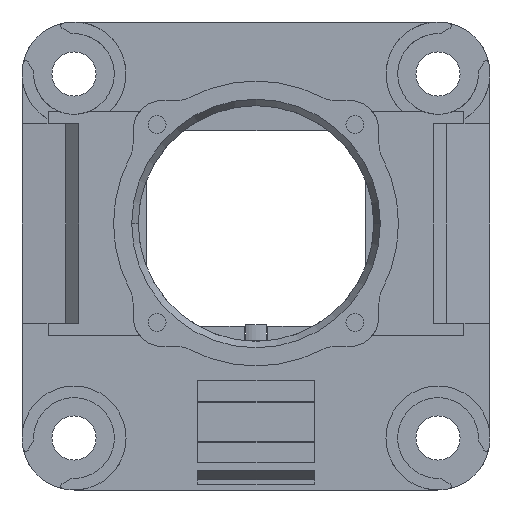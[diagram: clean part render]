
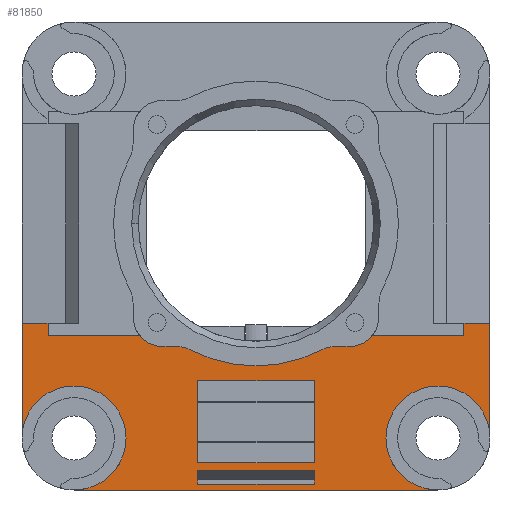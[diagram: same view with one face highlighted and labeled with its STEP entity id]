
A CAD part, front view. The second image highlights one B-rep face of the part: STEP entity #81850.
In plain terms, the highlighted face is planar.
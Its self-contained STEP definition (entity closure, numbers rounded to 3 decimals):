
#30920=CARTESIAN_POINT('',(-7.16,-7.085,16.97));
#30930=DIRECTION('',(0.,0.,1.));
#30940=DIRECTION('',(1.,0.,0.));
#30950=AXIS2_PLACEMENT_3D('',#30920,#30930,#30940);
#30960=CIRCLE('',#30950,2.3);
#30970=CARTESIAN_POINT('',(-8.953,-8.525,16.97));
#30980=VERTEX_POINT('',#30970);
#30990=CARTESIAN_POINT('',(-7.16,-9.385,16.97));
#31000=VERTEX_POINT('',#30990);
#31010=EDGE_CURVE('',#30980,#31000,#30960,.T.);
#31470=CARTESIAN_POINT('',(-14.,-20.425,16.97));
#31480=VERTEX_POINT('',#31470);
#31510=CARTESIAN_POINT('',(0.,-20.425,16.97));
#31520=DIRECTION('',(1.,0.,0.));
#31530=VECTOR('',#31520,1.);
#31540=LINE('',#31510,#31530);
#31550=CARTESIAN_POINT('',(14.,-20.425,16.97));
#31560=VERTEX_POINT('',#31550);
#31570=EDGE_CURVE('',#31480,#31560,#31540,.T.);
#31920=CARTESIAN_POINT('',(-10.,-16.425,16.97));
#31930=VERTEX_POINT('',#31920);
#32110=CARTESIAN_POINT('',(-18.,-16.425,16.97));
#32120=VERTEX_POINT('',#32110);
#32150=CARTESIAN_POINT('',(-14.,-16.425,16.97));
#32160=DIRECTION('',(0.,0.,1.));
#32170=DIRECTION('',(1.,0.,0.));
#32180=AXIS2_PLACEMENT_3D('',#32150,#32160,#32170);
#32190=CIRCLE('',#32180,4.);
#32200=EDGE_CURVE('',#31930,#32120,#32190,.T.);
#34680=CARTESIAN_POINT('',(-16.,-7.6,16.97));
#34690=VERTEX_POINT('',#34680);
#34720=CARTESIAN_POINT('',(0.,-7.6,16.97));
#34730=DIRECTION('',(1.,0.,0.));
#34740=VECTOR('',#34730,1.);
#34750=LINE('',#34720,#34740);
#34760=CARTESIAN_POINT('',(-18.,-7.6,16.97));
#34770=VERTEX_POINT('',#34760);
#34780=EDGE_CURVE('',#34770,#34690,#34750,.T.);
#35300=CARTESIAN_POINT('',(-16.,-8.525,16.97));
#35310=VERTEX_POINT('',#35300);
#35340=CARTESIAN_POINT('',(-16.,0.,16.97));
#35350=DIRECTION('',(0.,-1.,0.));
#35360=VECTOR('',#35350,1.);
#35370=LINE('',#35340,#35360);
#35380=EDGE_CURVE('',#34690,#35310,#35370,.T.);
#35580=CARTESIAN_POINT('',(-6.088,-8.525,16.97));
#35590=DIRECTION('',(1.,0.,0.));
#35600=VECTOR('',#35590,1.);
#35610=LINE('',#35580,#35600);
#35620=EDGE_CURVE('',#35310,#30980,#35610,.T.);
#36240=CARTESIAN_POINT('',(-18.,0.,16.97));
#36250=DIRECTION('',(0.,1.,0.));
#36260=VECTOR('',#36250,1.);
#36270=LINE('',#36240,#36260);
#36280=EDGE_CURVE('',#32120,#34770,#36270,.T.);
#41280=CARTESIAN_POINT('',(18.,-16.425,16.97));
#41290=VERTEX_POINT('',#41280);
#41320=CARTESIAN_POINT('',(18.,0.,16.97));
#41330=DIRECTION('',(0.,-1.,0.));
#41340=VECTOR('',#41330,1.);
#41350=LINE('',#41320,#41340);
#41360=CARTESIAN_POINT('',(18.,-7.6,16.97));
#41370=VERTEX_POINT('',#41360);
#41380=EDGE_CURVE('',#41370,#41290,#41350,.T.);
#42260=CARTESIAN_POINT('',(0.,-7.6,16.97));
#42270=DIRECTION('',(1.,0.,0.));
#42280=VECTOR('',#42270,1.);
#42290=LINE('',#42260,#42280);
#42300=CARTESIAN_POINT('',(16.,-7.6,16.97));
#42310=VERTEX_POINT('',#42300);
#42320=EDGE_CURVE('',#42310,#41370,#42290,.T.);
#77270=CARTESIAN_POINT('',(14.,-16.425,16.97));
#77280=DIRECTION('',(0.,0.,-1.));
#77290=DIRECTION('',(-1.,0.,0.));
#77300=AXIS2_PLACEMENT_3D('',#77270,#77280,#77290);
#77310=CIRCLE('',#77300,4.);
#80050=CARTESIAN_POINT('',(10.,-16.425,16.97));
#80060=VERTEX_POINT('',#80050);
#80070=EDGE_CURVE('',#31560,#80060,#77310,.T.);
#80300=CARTESIAN_POINT('',(11.638,14.117,16.97));
#80310=DIRECTION('',(0.,0.,1.));
#80320=DIRECTION('',(-1.,0.,0.));
#80330=AXIS2_PLACEMENT_3D('',#80300,#80310,#80320);
#80340=PLANE('',#80330);
#80350=CARTESIAN_POINT('',(0.,-19.975,16.97));
#80360=DIRECTION('',(-1.,0.,0.));
#80370=VECTOR('',#80360,1.);
#80380=LINE('',#80350,#80370);
#80390=CARTESIAN_POINT('',(4.5,-19.975,16.97));
#80400=VERTEX_POINT('',#80390);
#80410=CARTESIAN_POINT('',(-4.5,-19.975,16.97));
#80420=VERTEX_POINT('',#80410);
#80430=EDGE_CURVE('',#80400,#80420,#80380,.T.);
#80440=ORIENTED_EDGE('',*,*,#80430,.T.);
#80450=CARTESIAN_POINT('',(4.5,0.,16.97));
#80460=DIRECTION('',(0.,1.,0.));
#80470=VECTOR('',#80460,1.);
#80480=LINE('',#80450,#80470);
#80490=CARTESIAN_POINT('',(4.5,-18.925,16.97));
#80500=VERTEX_POINT('',#80490);
#80510=EDGE_CURVE('',#80400,#80500,#80480,.T.);
#80520=ORIENTED_EDGE('',*,*,#80510,.F.);
#80530=CARTESIAN_POINT('',(0.,-18.925,16.97));
#80540=DIRECTION('',(-1.,0.,0.));
#80550=VECTOR('',#80540,1.);
#80560=LINE('',#80530,#80550);
#80570=CARTESIAN_POINT('',(-4.5,-18.925,16.97));
#80580=VERTEX_POINT('',#80570);
#80590=EDGE_CURVE('',#80500,#80580,#80560,.T.);
#80600=ORIENTED_EDGE('',*,*,#80590,.F.);
#80610=CARTESIAN_POINT('',(-4.5,0.,16.97));
#80620=DIRECTION('',(0.,1.,0.));
#80630=VECTOR('',#80620,1.);
#80640=LINE('',#80610,#80630);
#80650=EDGE_CURVE('',#80420,#80580,#80640,.T.);
#80660=ORIENTED_EDGE('',*,*,#80650,.T.);
#80670=EDGE_LOOP('',(#80660,#80600,#80520,#80440));
#80680=FACE_BOUND('',#80670,.T.);
#80690=CARTESIAN_POINT('',(4.5,0.,16.97));
#80700=DIRECTION('',(0.,-1.,0.));
#80710=VECTOR('',#80700,1.);
#80720=LINE('',#80690,#80710);
#80730=CARTESIAN_POINT('',(4.5,-12.012,16.97));
#80740=VERTEX_POINT('',#80730);
#80750=CARTESIAN_POINT('',(4.5,-18.337,16.97));
#80760=VERTEX_POINT('',#80750);
#80770=EDGE_CURVE('',#80740,#80760,#80720,.T.);
#80780=ORIENTED_EDGE('',*,*,#80770,.T.);
#80790=CARTESIAN_POINT('',(0.,-12.012,16.97));
#80800=DIRECTION('',(1.,0.,0.));
#80810=VECTOR('',#80800,1.);
#80820=LINE('',#80790,#80810);
#80830=CARTESIAN_POINT('',(-4.5,-12.012,16.97));
#80840=VERTEX_POINT('',#80830);
#80850=EDGE_CURVE('',#80840,#80740,#80820,.T.);
#80860=ORIENTED_EDGE('',*,*,#80850,.T.);
#80870=CARTESIAN_POINT('',(-4.5,0.,16.97));
#80880=DIRECTION('',(0.,1.,0.));
#80890=VECTOR('',#80880,1.);
#80900=LINE('',#80870,#80890);
#80910=CARTESIAN_POINT('',(-4.5,-18.337,16.97));
#80920=VERTEX_POINT('',#80910);
#80930=EDGE_CURVE('',#80920,#80840,#80900,.T.);
#80940=ORIENTED_EDGE('',*,*,#80930,.T.);
#80950=CARTESIAN_POINT('',(0.,-18.337,16.97));
#80960=DIRECTION('',(-1.,0.,0.));
#80970=VECTOR('',#80960,1.);
#80980=LINE('',#80950,#80970);
#80990=EDGE_CURVE('',#80760,#80920,#80980,.T.);
#81000=ORIENTED_EDGE('',*,*,#80990,.T.);
#81010=EDGE_LOOP('',(#81000,#80940,#80860,#80780));
#81020=FACE_BOUND('',#81010,.T.);
#81030=EDGE_CURVE('',#31480,#31930,#32190,.T.);
#81040=ORIENTED_EDGE('',*,*,#81030,.F.);
#81050=ORIENTED_EDGE('',*,*,#32200,.F.);
#81060=ORIENTED_EDGE('',*,*,#36280,.F.);
#81070=ORIENTED_EDGE('',*,*,#34780,.F.);
#81080=ORIENTED_EDGE('',*,*,#35380,.F.);
#81090=ORIENTED_EDGE('',*,*,#35620,.F.);
#81100=ORIENTED_EDGE('',*,*,#31010,.F.);
#81110=CARTESIAN_POINT('',(-6.088,-9.385,16.97));
#81120=DIRECTION('',(1.,0.,0.));
#81130=VECTOR('',#81120,1.);
#81140=LINE('',#81110,#81130);
#81150=CARTESIAN_POINT('',(-6.126,-9.385,16.97));
#81160=VERTEX_POINT('',#81150);
#81170=EDGE_CURVE('',#31000,#81160,#81140,.T.);
#81180=ORIENTED_EDGE('',*,*,#81170,.F.);
#81190=CARTESIAN_POINT('',(-6.126,-11.685,16.97));
#81200=DIRECTION('',(0.,0.,-1.));
#81210=DIRECTION('',(-1.,0.,0.));
#81220=AXIS2_PLACEMENT_3D('',#81190,#81200,#81210);
#81230=CIRCLE('',#81220,2.3);
#81240=CARTESIAN_POINT('',(-5.064,-9.645,16.97));
#81250=VERTEX_POINT('',#81240);
#81260=EDGE_CURVE('',#81160,#81250,#81230,.T.);
#81270=ORIENTED_EDGE('',*,*,#81260,.F.);
#81280=CARTESIAN_POINT('',(0.,0.075,
16.97));
#81290=DIRECTION('',(0.,0.,1.));
#81300=DIRECTION('',(1.,0.,0.));
#81310=AXIS2_PLACEMENT_3D('',#81280,#81290,#81300);
#81320=CIRCLE('',#81310,10.96);
#81330=CARTESIAN_POINT('',(5.064,-9.645,16.97));
#81340=VERTEX_POINT('',#81330);
#81350=EDGE_CURVE('',#81250,#81340,#81320,.T.);
#81360=ORIENTED_EDGE('',*,*,#81350,.F.);
#81370=CARTESIAN_POINT('',(6.126,-11.685,16.97));
#81380=DIRECTION('',(0.,0.,1.));
#81390=DIRECTION('',(1.,0.,0.));
#81400=AXIS2_PLACEMENT_3D('',#81370,#81380,#81390);
#81410=CIRCLE('',#81400,2.3);
#81420=CARTESIAN_POINT('',(6.126,-9.385,16.97));
#81430=VERTEX_POINT('',#81420);
#81440=EDGE_CURVE('',#81430,#81340,#81410,.T.);
#81450=ORIENTED_EDGE('',*,*,#81440,.T.);
#81460=CARTESIAN_POINT('',(-6.088,-9.385,16.97));
#81470=DIRECTION('',(-1.,0.,0.));
#81480=VECTOR('',#81470,1.);
#81490=LINE('',#81460,#81480);
#81500=CARTESIAN_POINT('',(7.16,-9.385,16.97));
#81510=VERTEX_POINT('',#81500);
#81520=EDGE_CURVE('',#81510,#81430,#81490,.T.);
#81530=ORIENTED_EDGE('',*,*,#81520,.T.);
#81540=CARTESIAN_POINT('',(7.16,-7.085,16.97));
#81550=DIRECTION('',(0.,0.,-1.));
#81560=DIRECTION('',(-1.,0.,0.));
#81570=AXIS2_PLACEMENT_3D('',#81540,#81550,#81560);
#81580=CIRCLE('',#81570,2.3);
#81590=CARTESIAN_POINT('',(8.953,-8.525,16.97));
#81600=VERTEX_POINT('',#81590);
#81610=EDGE_CURVE('',#81600,#81510,#81580,.T.);
#81620=ORIENTED_EDGE('',*,*,#81610,.T.);
#81630=CARTESIAN_POINT('',(-6.088,-8.525,16.97));
#81640=DIRECTION('',(1.,0.,0.));
#81650=VECTOR('',#81640,1.);
#81660=LINE('',#81630,#81650);
#81670=CARTESIAN_POINT('',(16.,-8.525,16.97));
#81680=VERTEX_POINT('',#81670);
#81690=EDGE_CURVE('',#81600,#81680,#81660,.T.);
#81700=ORIENTED_EDGE('',*,*,#81690,.F.);
#81710=CARTESIAN_POINT('',(16.,0.,16.97));
#81720=DIRECTION('',(0.,1.,0.));
#81730=VECTOR('',#81720,1.);
#81740=LINE('',#81710,#81730);
#81750=EDGE_CURVE('',#81680,#42310,#81740,.T.);
#81760=ORIENTED_EDGE('',*,*,#81750,.F.);
#81770=ORIENTED_EDGE('',*,*,#42320,.F.);
#81780=ORIENTED_EDGE('',*,*,#41380,.F.);
#81790=EDGE_CURVE('',#80060,#41290,#77310,.T.);
#81800=ORIENTED_EDGE('',*,*,#81790,.T.);
#81810=ORIENTED_EDGE('',*,*,#80070,.T.);
#81820=ORIENTED_EDGE('',*,*,#31570,.T.);
#81830=EDGE_LOOP('',(#81820,#81810,#81800,#81780,#81770,#81760,#81700,
#81620,#81530,#81450,#81360,#81270,#81180,#81100,#81090,#81080,#81070,
#81060,#81050,#81040));
#81840=FACE_OUTER_BOUND('',#81830,.T.);
#81850=ADVANCED_FACE('',(#80680,#81020,#81840),#80340,.T.);
